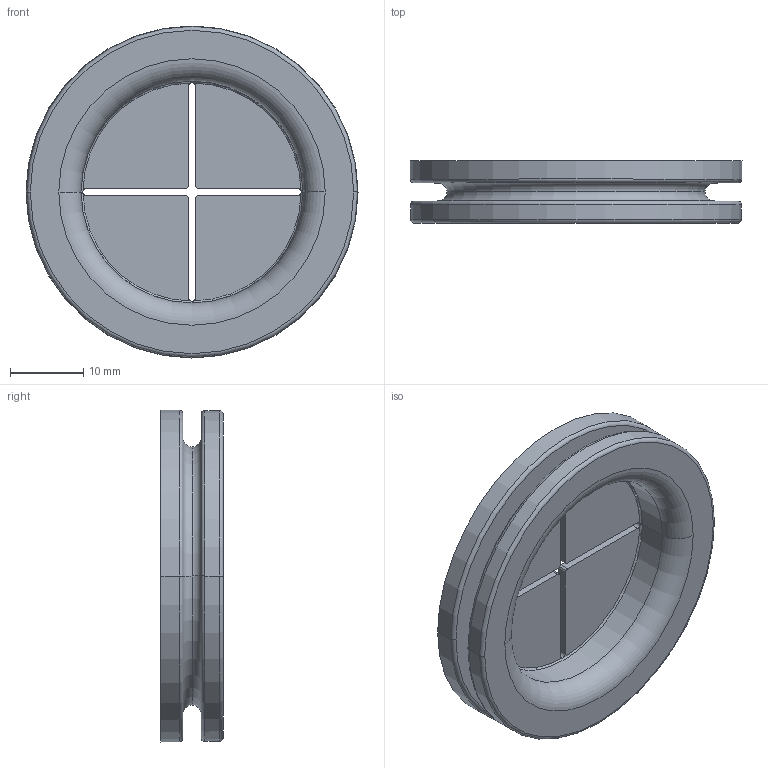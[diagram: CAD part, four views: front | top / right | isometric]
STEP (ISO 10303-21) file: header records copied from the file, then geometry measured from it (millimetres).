
FILE_DESCRIPTION (( 'STEP AP214' ), '1' );
FILE_NAME ('1844_069_rev_02.STEP', '2014-09-17T19:03:07', ( '' ), ( '' ), 'SwSTEP 2.0', 'SolidWorks 2013', '' );
FILE_SCHEMA (( 'AUTOMOTIVE_DESIGN' ));
Length unit declared in the file: millimetre
Products named in the file (1): 1844_069_rev_02
Bounding box: 45.4 x 8.5 x 45.4 mm (x, y, z)
Volume: 6810.8 mm3; surface area: 5997.6 mm2
Topology: 1 solids, 1 shells, 76 faces, 178 edges, 106 vertices
Faces by surface type: bspline 24, plane 16, cylinder 16, torus 14, cone 6
Entity records: 2472 total; most frequent: CARTESIAN_POINT 941, ORIENTED_EDGE 356, DIRECTION 264, EDGE_CURVE 178, AXIS2_PLACEMENT_3D 113, VERTEX_POINT 106, EDGE_LOOP 80, ADVANCED_FACE 76
